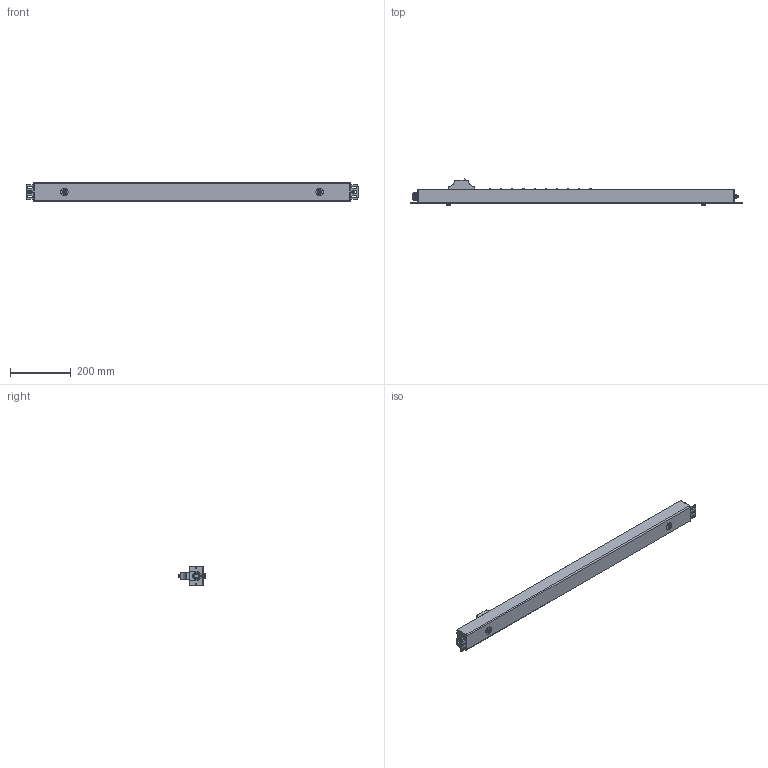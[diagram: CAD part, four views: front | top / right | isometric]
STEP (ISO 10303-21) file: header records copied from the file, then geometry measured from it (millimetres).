
FILE_DESCRIPTION((''),'2;1');
FILE_NAME('18-BS-PV12-10D-10C13-11_ASM','2023-01-29T',('ROG TT'),(''),'PRO/ENGINEER BY PARAMETRIC TECHNOLOGY CORPORATION, 2001280','PRO/ENGINEER BY PARAMETRIC TECHNOLOGY CORPORATION, 2001280','');
FILE_SCHEMA(('CONFIG_CONTROL_DESIGN'));
Length unit declared in the file: millimetre
Products named in the file (7): 18-BS-PV12-10D-10C13-11; M6_LUOMAO; PG11_SUOTOU1; GUOER_HULU; PG25_GUAER_1; GER_E; 18-BS-PV12-10D-10C13-11_ASM
Assembly tree (18 placements, depth 2):
  18-BS-PV12-10D-10C13-11_ASM
    18-BS-PV12-10D-10C13-11
    M6_LUOMAO  x2
    PG11_SUOTOU1
    GUOER_HULU  x2
    PG25_GUAER_1  x2
    GER_E  x10
Bounding box: 1093 x 86.9 x 62.5 mm (x, y, z)
Volume: 2725785.2 mm3; surface area: 338506.7 mm2
Topology: 18 solids, 18 shells, 1808 faces, 4664 edges, 3012 vertices
Faces by surface type: plane 1027, cylinder 538, bspline 141, cone 58, torus 44
Entity records: 44743 total; most frequent: CARTESIAN_POINT 12128, ORIENTED_EDGE 6816, DIRECTION 6606, EDGE_CURVE 3408, VECTOR 2394, LINE 2394, VERTEX_POINT 2252, AXIS2_PLACEMENT_3D 2106
